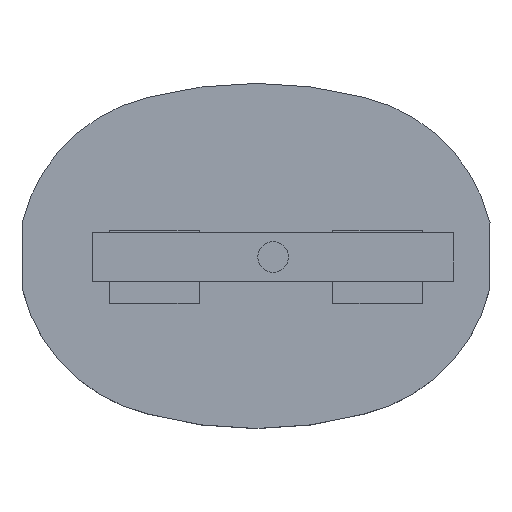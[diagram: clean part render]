
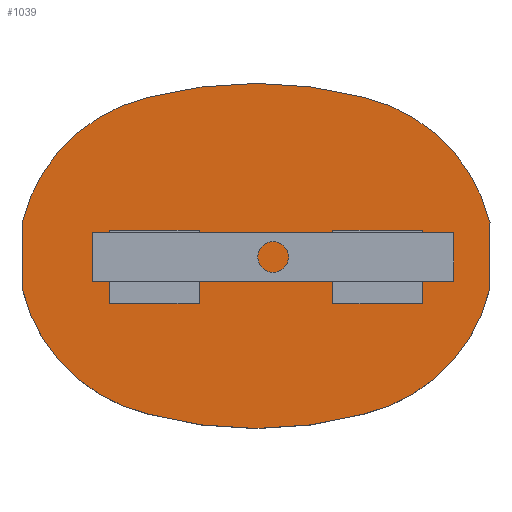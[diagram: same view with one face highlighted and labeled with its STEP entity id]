
A CAD part, top view. The second image highlights one B-rep face of the part: STEP entity #1039.
In plain terms, the highlighted face is planar.
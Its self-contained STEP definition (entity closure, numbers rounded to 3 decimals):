
#43=CIRCLE('',#1134,13.944);
#45=CIRCLE('',#1137,34.534);
#47=CIRCLE('',#1140,13.944);
#49=CIRCLE('',#1144,13.944);
#51=CIRCLE('',#1147,33.586);
#53=CIRCLE('',#1150,13.945);
#124=FACE_OUTER_BOUND('',#186,.T.);
#186=EDGE_LOOP('',(#771,#772,#773,#774,#775,#776,#777,#778));
#244=LINE('',#1612,#345);
#251=LINE('',#1638,#352);
#345=VECTOR('',#1285,10.);
#352=VECTOR('',#1312,10.);
#450=VERTEX_POINT('',#1610);
#451=VERTEX_POINT('',#1611);
#454=VERTEX_POINT('',#1619);
#456=VERTEX_POINT('',#1625);
#458=VERTEX_POINT('',#1631);
#460=VERTEX_POINT('',#1637);
#462=VERTEX_POINT('',#1643);
#464=VERTEX_POINT('',#1649);
#556=EDGE_CURVE('',#450,#451,#244,.T.);
#560=EDGE_CURVE('',#454,#451,#43,.F.);
#563=EDGE_CURVE('',#456,#454,#45,.F.);
#566=EDGE_CURVE('',#458,#456,#47,.F.);
#569=EDGE_CURVE('',#460,#458,#251,.F.);
#572=EDGE_CURVE('',#462,#460,#49,.F.);
#575=EDGE_CURVE('',#464,#462,#51,.F.);
#578=EDGE_CURVE('',#450,#464,#53,.F.);
#771=ORIENTED_EDGE('',*,*,#578,.F.);
#772=ORIENTED_EDGE('',*,*,#556,.T.);
#773=ORIENTED_EDGE('',*,*,#560,.F.);
#774=ORIENTED_EDGE('',*,*,#563,.F.);
#775=ORIENTED_EDGE('',*,*,#566,.F.);
#776=ORIENTED_EDGE('',*,*,#569,.F.);
#777=ORIENTED_EDGE('',*,*,#572,.F.);
#778=ORIENTED_EDGE('',*,*,#575,.F.);
#991=PLANE('',#1153);
#1039=ADVANCED_FACE('',(#124),#991,.F.);
#1134=AXIS2_PLACEMENT_3D('',#1620,#1291,#1292);
#1137=AXIS2_PLACEMENT_3D('',#1626,#1298,#1299);
#1140=AXIS2_PLACEMENT_3D('',#1632,#1305,#1306);
#1144=AXIS2_PLACEMENT_3D('',#1644,#1317,#1318);
#1147=AXIS2_PLACEMENT_3D('',#1650,#1324,#1325);
#1150=AXIS2_PLACEMENT_3D('',#1655,#1331,#1332);
#1153=AXIS2_PLACEMENT_3D('',#1658,#1337,#1338);
#1285=DIRECTION('',(0.,-1.,0.));
#1291=DIRECTION('center_axis',(0.,0.,-1.));
#1292=DIRECTION('ref_axis',(0.222,-0.975,0.));
#1298=DIRECTION('center_axis',(0.,0.,-1.));
#1299=DIRECTION('ref_axis',(-0.256,-0.967,0.));
#1305=DIRECTION('center_axis',(0.,0.,-1.));
#1306=DIRECTION('ref_axis',(-0.969,-0.249,0.));
#1312=DIRECTION('',(0.,1.,0.));
#1317=DIRECTION('center_axis',(0.,0.,-1.));
#1318=DIRECTION('ref_axis',(-0.222,0.975,0.));
#1324=DIRECTION('center_axis',(0.,0.,-1.));
#1325=DIRECTION('ref_axis',(0.263,0.965,0.));
#1331=DIRECTION('center_axis',(0.,0.,-1.));
#1332=DIRECTION('ref_axis',(0.969,0.249,0.));
#1337=DIRECTION('center_axis',(0.,0.,1.));
#1338=DIRECTION('ref_axis',(1.,0.,0.));
#1610=CARTESIAN_POINT('',(505.633,-46.39,56.5));
#1611=CARTESIAN_POINT('',(505.633,-51.827,56.5));
#1612=CARTESIAN_POINT('',(505.633,-50.375,56.5));
#1619=CARTESIAN_POINT('',(495.201,-62.137,56.5));
#1620=CARTESIAN_POINT('Origin',(492.08,-48.546,56.5));
#1625=CARTESIAN_POINT('',(477.589,-62.137,56.5));
#1626=CARTESIAN_POINT('Origin',(486.395,-28.745,56.5));
#1631=CARTESIAN_POINT('',(467.157,-51.827,56.5));
#1632=CARTESIAN_POINT('Origin',(480.71,-48.546,56.5));
#1637=CARTESIAN_POINT('',(467.156,-46.39,56.5));
#1638=CARTESIAN_POINT('',(467.156,-47.843,56.5));
#1643=CARTESIAN_POINT('',(477.583,-36.081,56.5));
#1644=CARTESIAN_POINT('Origin',(480.709,-49.671,56.5));
#1649=CARTESIAN_POINT('',(495.206,-36.081,56.5));
#1650=CARTESIAN_POINT('Origin',(486.394,-68.491,56.5));
#1655=CARTESIAN_POINT('Origin',(492.079,-49.671,56.5));
#1658=CARTESIAN_POINT('Origin',(486.395,-49.109,56.5));
